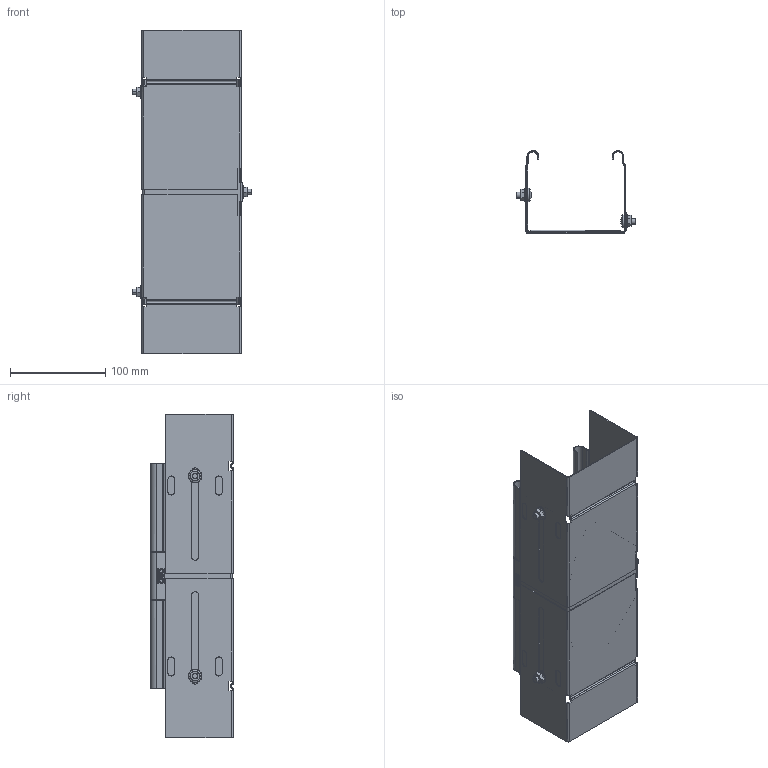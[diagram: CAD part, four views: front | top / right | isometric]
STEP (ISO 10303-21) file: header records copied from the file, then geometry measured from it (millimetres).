
FILE_DESCRIPTION(/* description */ (''),/* implementation_level */ '2;1');
FILE_NAME(/* name */ '6040600',/* time_stamp */ '2014-10-22T10:37:17+02:00',/* author */ (''),/* organization */ (''),/* preprocessor_version */ 'ST-DEVELOPER v15',/* originating_system */ '',/* authorisation */ '');
FILE_SCHEMA (('AUTOMOTIVE_DESIGN'));
Length unit declared in the file: millimetre
Products named in the file (2): Document; Block 01
Assembly tree (1 placements, depth 2):
  Document
    Block 01
Bounding box: 125 x 86.49 x 340 mm (x, y, z)
Volume: 34668.5 mm3; surface area: 251818.5 mm2
Topology: 7 solids, 8 shells, 603 faces, 1516 edges, 929 vertices
Faces by surface type: plane 317, bspline 286
Entity records: 22397 total; most frequent: CARTESIAN_POINT 12879, ORIENTED_EDGE 3019, EDGE_CURVE 1510, B_SPLINE_CURVE_WITH_KNOTS 1080, VERTEX_POINT 929, EDGE_LOOP 656, ADVANCED_FACE 603, FACE_OUTER_BOUND 603
